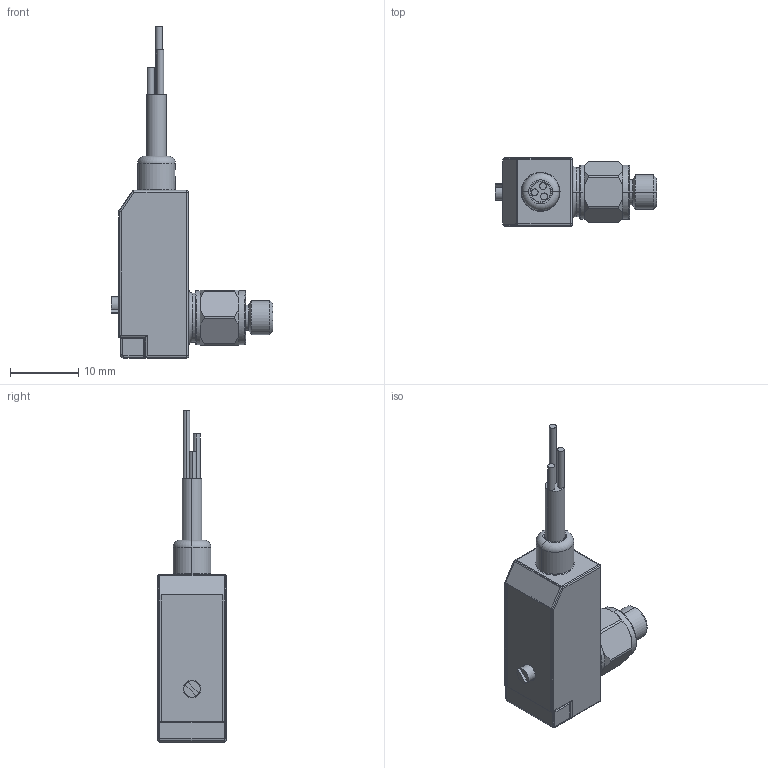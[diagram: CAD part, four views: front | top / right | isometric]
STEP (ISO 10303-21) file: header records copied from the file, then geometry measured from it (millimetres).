
FILE_DESCRIPTION(/* description */ ('Alibre Inc.'),/* implementation_level */ '2;1');
FILE_NAME(/* name */ 'export0',/* time_stamp */ '2019-04-02T16:19:18+02:00',/* author */ (''),/* organization */ (''),/* preprocessor_version */ 'ST-DEVELOPER v17',/* originating_system */ 'Alibre',/* authorisation */ '');
FILE_SCHEMA (('CONFIG_CONTROL_DESIGN'));
Length unit declared in the file: millimetre
Products named in the file (2): ID_1; ID_17
Bounding box: 23.65 x 10 x 48.55 mm (x, y, z)
Volume: 1773.2 mm3; surface area: 3075.8 mm2
Topology: 1 solids, 4 shells, 419 faces, 1066 edges, 653 vertices
Faces by surface type: plane 185, cylinder 159, bspline 31, torus 22, cone 14, sphere 8
Entity records: 13286 total; most frequent: CARTESIAN_POINT 3296, ORIENTED_EDGE 2120, DIRECTION 1935, EDGE_CURVE 1058, AXIS2_PLACEMENT_3D 776, VERTEX_POINT 653, VECTOR 575, LINE 575
